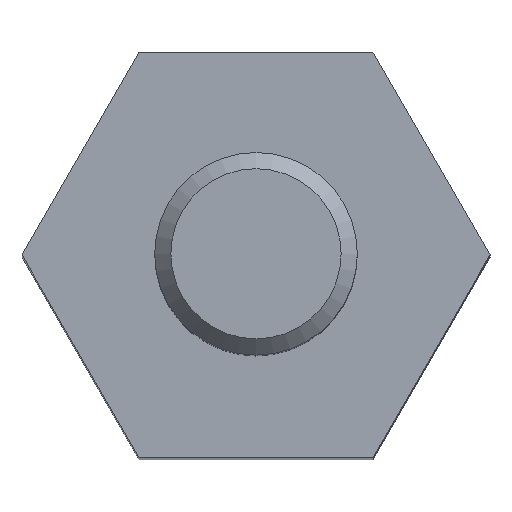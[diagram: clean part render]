
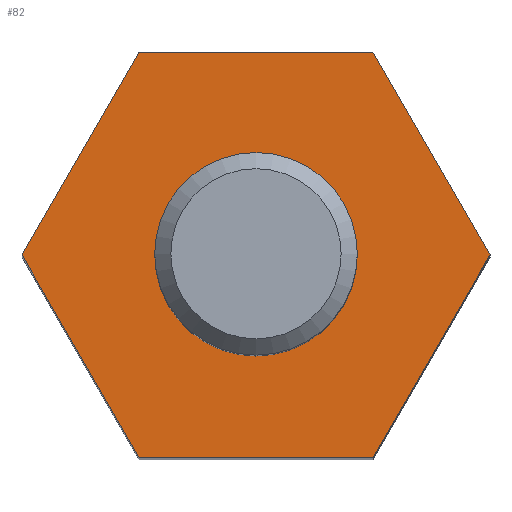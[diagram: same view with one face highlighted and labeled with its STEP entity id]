
A CAD part, top view. The second image highlights one B-rep face of the part: STEP entity #82.
In plain terms, the highlighted planar face has unit normal (0, 0, 1).
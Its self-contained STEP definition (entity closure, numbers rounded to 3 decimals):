
#82 = ADVANCED_FACE( '', ( #177, #178 ), #179, .T. );
#177 = FACE_BOUND( '', #275, .T. );
#178 = FACE_OUTER_BOUND( '', #276, .T. );
#179 = PLANE( '', #277 );
#275 = EDGE_LOOP( '', ( #414 ) );
#276 = EDGE_LOOP( '', ( #415, #416, #417, #418, #419, #420 ) );
#277 = AXIS2_PLACEMENT_3D( '', #421, #422, #423 );
#414 = ORIENTED_EDGE( '', *, *, #540, .T. );
#415 = ORIENTED_EDGE( '', *, *, #542, .T. );
#416 = ORIENTED_EDGE( '', *, *, #543, .T. );
#417 = ORIENTED_EDGE( '', *, *, #544, .T. );
#418 = ORIENTED_EDGE( '', *, *, #545, .T. );
#419 = ORIENTED_EDGE( '', *, *, #546, .T. );
#420 = ORIENTED_EDGE( '', *, *, #547, .T. );
#421 = CARTESIAN_POINT( '', ( 0., 0., 7.5 ) );
#422 = DIRECTION( '', ( 0., 0., 1. ) );
#423 = DIRECTION( '', ( 1., 0., 0. ) );
#540 = EDGE_CURVE( '', #629, #629, #630, .F. );
#542 = EDGE_CURVE( '', #632, #633, #634, .T. );
#543 = EDGE_CURVE( '', #633, #635, #636, .T. );
#544 = EDGE_CURVE( '', #635, #637, #638, .T. );
#545 = EDGE_CURVE( '', #637, #639, #640, .T. );
#546 = EDGE_CURVE( '', #639, #641, #642, .T. );
#547 = EDGE_CURVE( '', #641, #632, #643, .T. );
#629 = VERTEX_POINT( '', #737 );
#630 = CIRCLE( '', #738, 1.1 );
#632 = VERTEX_POINT( '', #740 );
#633 = VERTEX_POINT( '', #741 );
#634 = LINE( '', #742, #743 );
#635 = VERTEX_POINT( '', #744 );
#636 = LINE( '', #745, #746 );
#637 = VERTEX_POINT( '', #747 );
#638 = LINE( '', #748, #749 );
#639 = VERTEX_POINT( '', #750 );
#640 = LINE( '', #751, #752 );
#641 = VERTEX_POINT( '', #753 );
#642 = LINE( '', #754, #755 );
#643 = LINE( '', #756, #757 );
#737 = CARTESIAN_POINT( '', ( 1.1, 0., 7.5 ) );
#738 = AXIS2_PLACEMENT_3D( '', #844, #845, #846 );
#740 = CARTESIAN_POINT( '', ( 1.443, 2.5, 7.5 ) );
#741 = CARTESIAN_POINT( '', ( -1.443, 2.5, 7.5 ) );
#742 = CARTESIAN_POINT( '', ( 1.443, 2.5, 7.5 ) );
#743 = VECTOR( '', #847, 1000. );
#744 = CARTESIAN_POINT( '', ( -2.887, 0., 7.5 ) );
#745 = CARTESIAN_POINT( '', ( -1.443, 2.5, 7.5 ) );
#746 = VECTOR( '', #848, 1000. );
#747 = CARTESIAN_POINT( '', ( -1.443, -2.5, 7.5 ) );
#748 = CARTESIAN_POINT( '', ( -2.887, 0., 7.5 ) );
#749 = VECTOR( '', #849, 1000. );
#750 = CARTESIAN_POINT( '', ( 1.443, -2.5, 7.5 ) );
#751 = CARTESIAN_POINT( '', ( -1.443, -2.5, 7.5 ) );
#752 = VECTOR( '', #850, 1000. );
#753 = CARTESIAN_POINT( '', ( 2.887, 0., 7.5 ) );
#754 = CARTESIAN_POINT( '', ( 1.443, -2.5, 7.5 ) );
#755 = VECTOR( '', #851, 1000. );
#756 = CARTESIAN_POINT( '', ( 2.887, 0., 7.5 ) );
#757 = VECTOR( '', #852, 1000. );
#844 = CARTESIAN_POINT( '', ( 0., 0., 7.5 ) );
#845 = DIRECTION( '', ( 0., 0., 1. ) );
#846 = DIRECTION( '', ( 1., 0., 0. ) );
#847 = DIRECTION( '', ( -1., 0., 0. ) );
#848 = DIRECTION( '', ( -0.5, -0.866, 0. ) );
#849 = DIRECTION( '', ( 0.5, -0.866, 0. ) );
#850 = DIRECTION( '', ( 1., 0., 0. ) );
#851 = DIRECTION( '', ( 0.5, 0.866, 0. ) );
#852 = DIRECTION( '', ( -0.5, 0.866, 0. ) );
